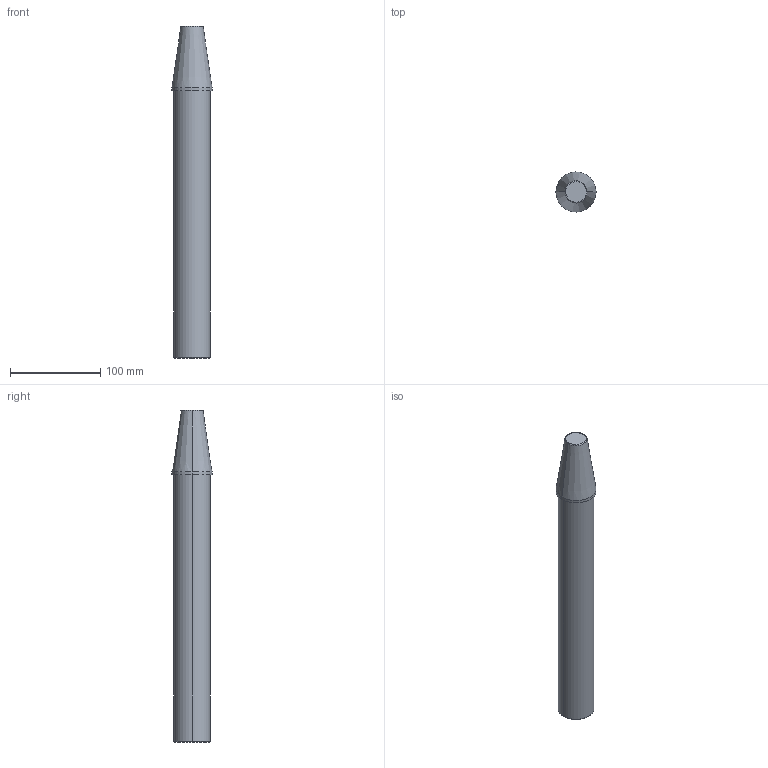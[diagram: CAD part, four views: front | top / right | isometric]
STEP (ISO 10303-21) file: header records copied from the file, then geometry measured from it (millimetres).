
FILE_DESCRIPTION (( 'STEP AP203' ), '1' );
FILE_NAME ('SK40 MASTER MANDRELL DIA40 L300.STEP', '2019-05-03T09:24:31', ( '' ), ( '' ), 'SwSTEP 2.0', 'SolidWorks 2014', '' );
FILE_SCHEMA (( 'CONFIG_CONTROL_DESIGN' ));
Length unit declared in the file: millimetre
Products named in the file (1): SK40 MASTER MANDRELL DIA40 L300
Bounding box: 44.45 x 44.45 x 368.4 mm (x, y, z)
Volume: 443495.9 mm3; surface area: 47155 mm2
Topology: 1 solids, 1 shells, 13 faces, 24 edges, 14 vertices
Faces by surface type: cylinder 4, cone 4, plane 3, bspline 2
Entity records: 423 total; most frequent: CARTESIAN_POINT 88, DIRECTION 60, ORIENTED_EDGE 48, AXIS2_PLACEMENT_3D 26, EDGE_CURVE 24, EDGE_LOOP 14, CIRCLE 14, VERTEX_POINT 14
